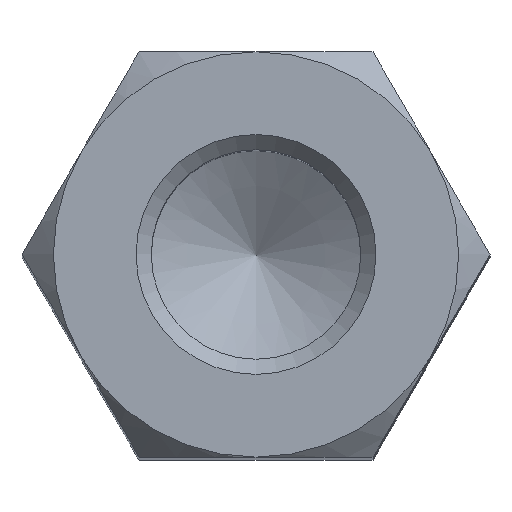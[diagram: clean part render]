
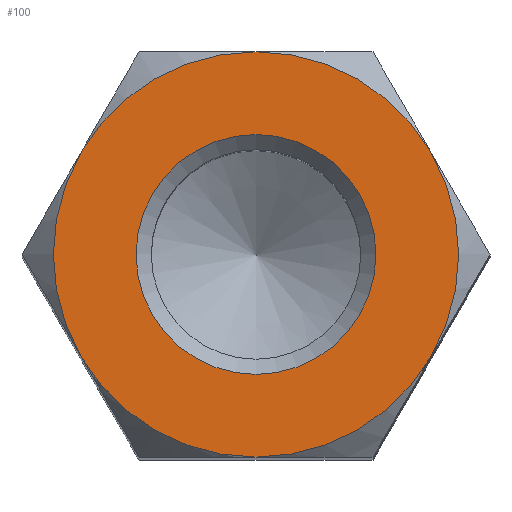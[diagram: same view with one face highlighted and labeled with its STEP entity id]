
A CAD part, top view. The second image highlights one B-rep face of the part: STEP entity #100.
In plain terms, the highlighted planar face has unit normal (0, 0, 1).
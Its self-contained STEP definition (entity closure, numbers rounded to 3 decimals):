
#100 = ADVANCED_FACE( '', ( #205, #206 ), #207, .F. );
#205 = FACE_BOUND( '', #306, .T. );
#206 = FACE_OUTER_BOUND( '', #307, .T. );
#207 = PLANE( '', #308 );
#306 = EDGE_LOOP( '', ( #498 ) );
#307 = EDGE_LOOP( '', ( #499, #500, #501, #502, #503, #504 ) );
#308 = AXIS2_PLACEMENT_3D( '', #505, #506, #507 );
#498 = ORIENTED_EDGE( '', *, *, #576, .T. );
#499 = ORIENTED_EDGE( '', *, *, #535, .T. );
#500 = ORIENTED_EDGE( '', *, *, #598, .T. );
#501 = ORIENTED_EDGE( '', *, *, #590, .T. );
#502 = ORIENTED_EDGE( '', *, *, #543, .T. );
#503 = ORIENTED_EDGE( '', *, *, #551, .T. );
#504 = ORIENTED_EDGE( '', *, *, #601, .T. );
#505 = CARTESIAN_POINT( '', ( 0., 0., 17.5 ) );
#506 = DIRECTION( '', ( 0., 0., -1. ) );
#507 = DIRECTION( '', ( -1., 0., 0. ) );
#535 = EDGE_CURVE( '', #615, #616, #617, .F. );
#543 = EDGE_CURVE( '', #630, #627, #631, .F. );
#551 = EDGE_CURVE( '', #627, #640, #641, .F. );
#576 = EDGE_CURVE( '', #677, #677, #678, .T. );
#590 = EDGE_CURVE( '', #697, #630, #698, .F. );
#598 = EDGE_CURVE( '', #616, #697, #708, .F. );
#601 = EDGE_CURVE( '', #640, #615, #711, .T. );
#615 = VERTEX_POINT( '', #725 );
#616 = VERTEX_POINT( '', #726 );
#617 = CIRCLE( '', #727, 4. );
#627 = VERTEX_POINT( '', #749 );
#630 = VERTEX_POINT( '', #757 );
#631 = CIRCLE( '', #758, 4. );
#640 = VERTEX_POINT( '', #774 );
#641 = CIRCLE( '', #775, 4. );
#677 = VERTEX_POINT( '', #878 );
#678 = CIRCLE( '', #879, 2.367 );
#697 = VERTEX_POINT( '', #923 );
#698 = CIRCLE( '', #924, 4. );
#708 = CIRCLE( '', #962, 4. );
#711 = CIRCLE( '', #972, 4. );
#725 = CARTESIAN_POINT( '', ( -3.464, 2., 17.5 ) );
#726 = CARTESIAN_POINT( '', ( -3.464, -2., 17.5 ) );
#727 = AXIS2_PLACEMENT_3D( '', #992, #993, #994 );
#749 = CARTESIAN_POINT( '', ( 3.464, 2., 17.5 ) );
#757 = CARTESIAN_POINT( '', ( 3.464, -2., 17.5 ) );
#758 = AXIS2_PLACEMENT_3D( '', #1001, #1002, #1003 );
#774 = CARTESIAN_POINT( '', ( 0., 4., 17.5 ) );
#775 = AXIS2_PLACEMENT_3D( '', #1010, #1011, #1012 );
#878 = CARTESIAN_POINT( '', ( 0., 2.367, 17.5 ) );
#879 = AXIS2_PLACEMENT_3D( '', #1028, #1029, #1030 );
#923 = CARTESIAN_POINT( '', ( 0., -4., 17.5 ) );
#924 = AXIS2_PLACEMENT_3D( '', #1041, #1042, #1043 );
#962 = AXIS2_PLACEMENT_3D( '', #1047, #1048, #1049 );
#972 = AXIS2_PLACEMENT_3D( '', #1050, #1051, #1052 );
#992 = CARTESIAN_POINT( '', ( 0., 0., 17.5 ) );
#993 = DIRECTION( '', ( 0., 0., -1. ) );
#994 = DIRECTION( '', ( -1., 0., 0. ) );
#1001 = CARTESIAN_POINT( '', ( 0., 0., 17.5 ) );
#1002 = DIRECTION( '', ( 0., 0., -1. ) );
#1003 = DIRECTION( '', ( -1., 0., 0. ) );
#1010 = CARTESIAN_POINT( '', ( 0., 0., 17.5 ) );
#1011 = DIRECTION( '', ( 0., 0., -1. ) );
#1012 = DIRECTION( '', ( -1., 0., 0. ) );
#1028 = CARTESIAN_POINT( '', ( 0., 0., 17.5 ) );
#1029 = DIRECTION( '', ( 0., 0., -1. ) );
#1030 = DIRECTION( '', ( 0., 1., 0. ) );
#1041 = CARTESIAN_POINT( '', ( 0., 0., 17.5 ) );
#1042 = DIRECTION( '', ( 0., 0., -1. ) );
#1043 = DIRECTION( '', ( -1., 0., 0. ) );
#1047 = CARTESIAN_POINT( '', ( 0., 0., 17.5 ) );
#1048 = DIRECTION( '', ( 0., 0., -1. ) );
#1049 = DIRECTION( '', ( -1., 0., 0. ) );
#1050 = CARTESIAN_POINT( '', ( 0., 0., 17.5 ) );
#1051 = DIRECTION( '', ( 0., 0., 1. ) );
#1052 = DIRECTION( '', ( 1., 0., 0. ) );
